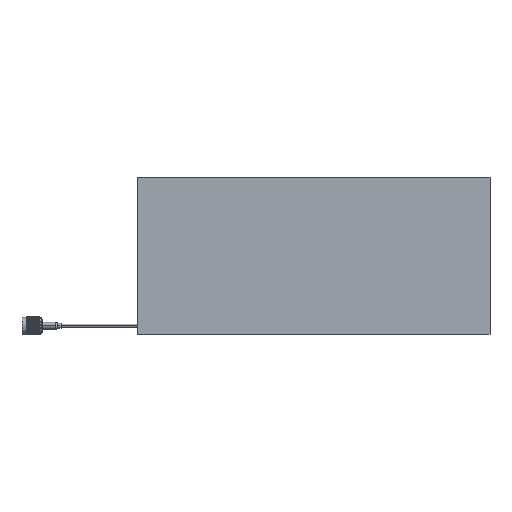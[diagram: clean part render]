
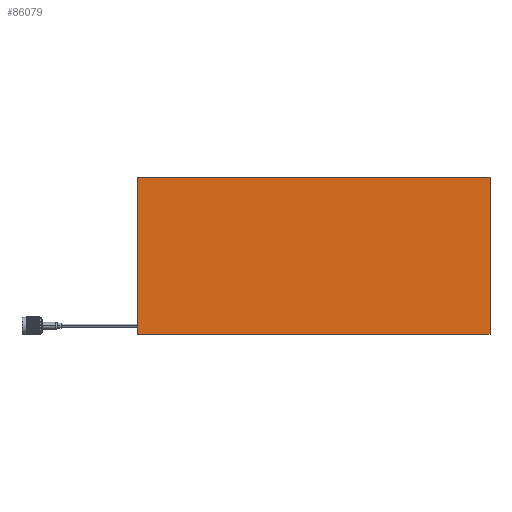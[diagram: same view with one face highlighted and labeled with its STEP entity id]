
A CAD part, top view. The second image highlights one B-rep face of the part: STEP entity #86079.
In plain terms, the highlighted planar face has unit normal (0, 0, 1).
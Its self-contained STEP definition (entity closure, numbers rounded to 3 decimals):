
#1044 = VERTEX_POINT ( 'NONE', #11756 ) ;
#2829 = LINE ( 'NONE', #36162, #41819 ) ;
#9356 = CARTESIAN_POINT ( 'NONE',  ( -5.512, -2.461, 0.157 ) ) ;
#11464 = EDGE_CURVE ( 'NONE', #84845, #64292, #101080, .T. ) ;
#11756 = CARTESIAN_POINT ( 'NONE',  ( -16.535, -7.382, 0.157 ) ) ;
#14316 = FACE_OUTER_BOUND ( 'NONE', #58107, .T. ) ;
#14926 = CARTESIAN_POINT ( 'NONE',  ( -16.535, -2.461, 0.157 ) ) ;
#15982 = DIRECTION ( 'NONE',  ( 1., 0., 0. ) ) ;
#18844 = VECTOR ( 'NONE', #15982, 39.37 ) ;
#20066 = EDGE_CURVE ( 'NONE', #1044, #80735, #81011, .T. ) ;
#24817 = ORIENTED_EDGE ( 'NONE', *, *, #11464, .F. ) ;
#28261 = ORIENTED_EDGE ( 'NONE', *, *, #20066, .F. ) ;
#29217 = AXIS2_PLACEMENT_3D ( 'NONE', #47143, #106576, #40011 ) ;
#36162 = CARTESIAN_POINT ( 'NONE',  ( -5.512, -7.382, 0.157 ) ) ;
#40011 = DIRECTION ( 'NONE',  ( 0., -1., 0. ) ) ;
#40049 = LINE ( 'NONE', #73385, #18844 ) ;
#41819 = VECTOR ( 'NONE', #69492, 39.37 ) ;
#42940 = ORIENTED_EDGE ( 'NONE', *, *, #56664, .F. ) ;
#47143 = CARTESIAN_POINT ( 'NONE',  ( 0., 0., 0.157 ) ) ;
#48728 = PLANE ( 'NONE',  #29217 ) ;
#50387 = DIRECTION ( 'NONE',  ( 0., -1., 0. ) ) ;
#56664 = EDGE_CURVE ( 'NONE', #64292, #1044, #2829, .T. ) ;
#58107 = EDGE_LOOP ( 'NONE', ( #42940, #24817, #69554, #28261 ) ) ;
#64292 = VERTEX_POINT ( 'NONE', #94371 ) ;
#65187 = CARTESIAN_POINT ( 'NONE',  ( -16.535, -7.382, 0.157 ) ) ;
#69492 = DIRECTION ( 'NONE',  ( -1., 0., 0. ) ) ;
#69554 = ORIENTED_EDGE ( 'NONE', *, *, #92042, .F. ) ;
#73385 = CARTESIAN_POINT ( 'NONE',  ( -16.535, -2.461, 0.157 ) ) ;
#80735 = VERTEX_POINT ( 'NONE', #14926 ) ;
#81011 = LINE ( 'NONE', #65187, #92737 ) ;
#84845 = VERTEX_POINT ( 'NONE', #9356 ) ;
#86079 = ADVANCED_FACE ( 'NONE', ( #14316 ), #48728, .F. ) ;
#92042 = EDGE_CURVE ( 'NONE', #80735, #84845, #40049, .T. ) ;
#92737 = VECTOR ( 'NONE', #98944, 39.37 ) ;
#92911 = CARTESIAN_POINT ( 'NONE',  ( -5.512, -2.461, 0.157 ) ) ;
#94371 = CARTESIAN_POINT ( 'NONE',  ( -5.512, -7.382, 0.157 ) ) ;
#98944 = DIRECTION ( 'NONE',  ( 0., 1., 0. ) ) ;
#99416 = VECTOR ( 'NONE', #50387, 39.37 ) ;
#101080 = LINE ( 'NONE', #92911, #99416 ) ;
#106576 = DIRECTION ( 'NONE',  ( 0., 0., -1. ) ) ;
